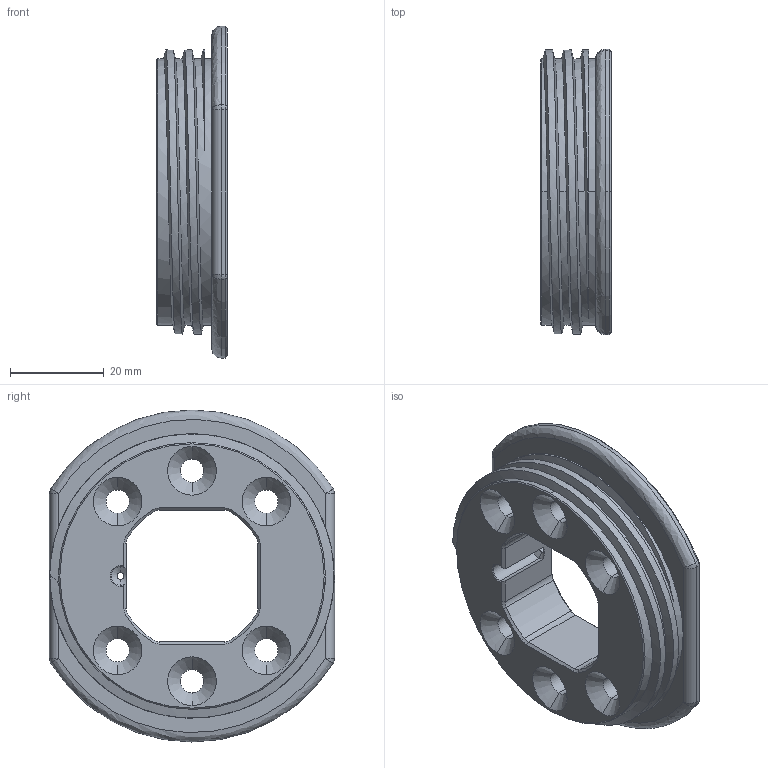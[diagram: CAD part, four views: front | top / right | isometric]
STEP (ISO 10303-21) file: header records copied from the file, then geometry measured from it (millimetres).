
FILE_DESCRIPTION (( 'STEP AP214' ), '1' );
FILE_NAME ('RS-2961.STEP', '2020-10-09T00:03:48', ( '' ), ( '' ), 'SwSTEP 2.0', 'SolidWorks 2019', '' );
FILE_SCHEMA (( 'AUTOMOTIVE_DESIGN' ));
Length unit declared in the file: millimetre
Products named in the file (1): RS-2961
Bounding box: 15.15 x 61 x 71 mm (x, y, z)
Volume: 30274.8 mm3; surface area: 12766.4 mm2
Topology: 1 solids, 1 shells, 151 faces, 362 edges, 205 vertices
Faces by surface type: cone 70, cylinder 50, plane 22, bspline 9
Entity records: 5547 total; most frequent: CARTESIAN_POINT 2045, DIRECTION 767, ORIENTED_EDGE 708, EDGE_CURVE 354, AXIS2_PLACEMENT_3D 301, VERTEX_POINT 205, EDGE_LOOP 167, LINE 165
